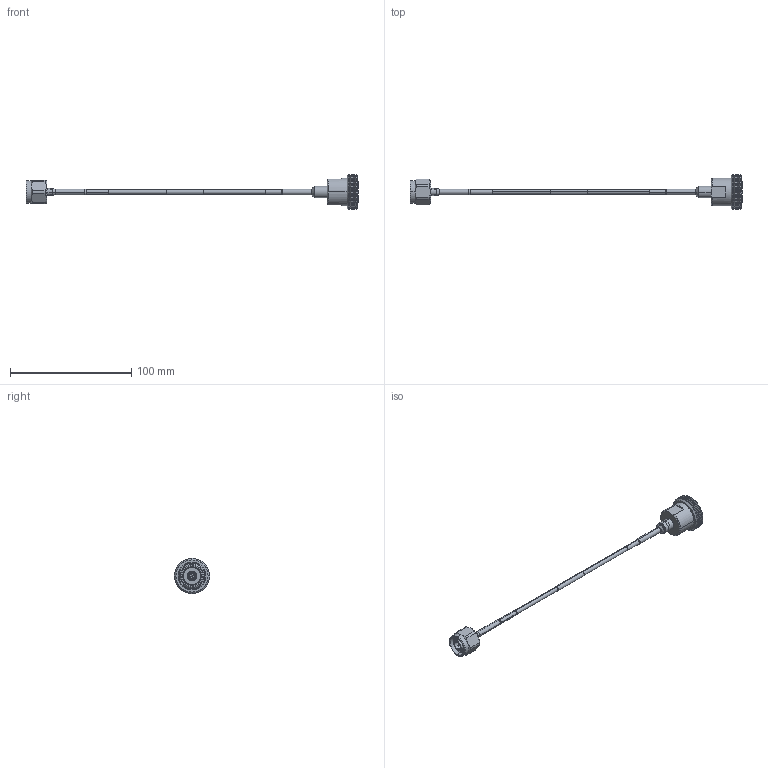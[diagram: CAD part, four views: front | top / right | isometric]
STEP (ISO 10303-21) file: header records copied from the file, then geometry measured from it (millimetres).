
FILE_DESCRIPTION (( 'STEP AP214' ), '1' );
FILE_NAME ('FMC0136951_3D.step', '2025-07-18T23:51:38', ( '' ), ( '' ), 'SwSTEP 2.0', 'SolidWorks 2022', '' );
FILE_SCHEMA (( 'AUTOMOTIVE_DESIGN' ));
Length unit declared in the file: inch
Products named in the file (9): Heat Shrink^FMC0136951_Config 1; Copy of PE45427 Contact^N Male_FMC0136951; DIN Female^FMC0136951; Copy of Insulation^N Male_FMC0136951; Copy of PE45427 BODY^N Male_FMC0136951; Heat Shrink^FMC0136951; Coax Cable^FMC0136951_WITH LABEL; FMC0136951_3D; N Male^FMC0136951
Assembly tree (8 placements, depth 3):
  FMC0136951_3D
    Coax Cable^FMC0136951_WITH LABEL
    N Male^FMC0136951
      Copy of PE45427 BODY^N Male_FMC0136951
      Copy of PE45427 Contact^N Male_FMC0136951
      Copy of Insulation^N Male_FMC0136951
    DIN Female^FMC0136951
    Heat Shrink^FMC0136951_Config 1
    Heat Shrink^FMC0136951
Bounding box: 273.45 x 29 x 29 mm (x, y, z)
Volume: 15180.1 mm3; surface area: 14948.3 mm2
Topology: 7 solids, 7 shells, 312 faces, 718 edges, 436 vertices
Faces by surface type: cylinder 113, cone 78, plane 70, torus 48, bspline 3
Entity records: 11138 total; most frequent: CARTESIAN_POINT 3583, DIRECTION 1608, ORIENTED_EDGE 1428, EDGE_CURVE 714, AXIS2_PLACEMENT_3D 677, VERTEX_POINT 436, CIRCLE 356, EDGE_LOOP 346
